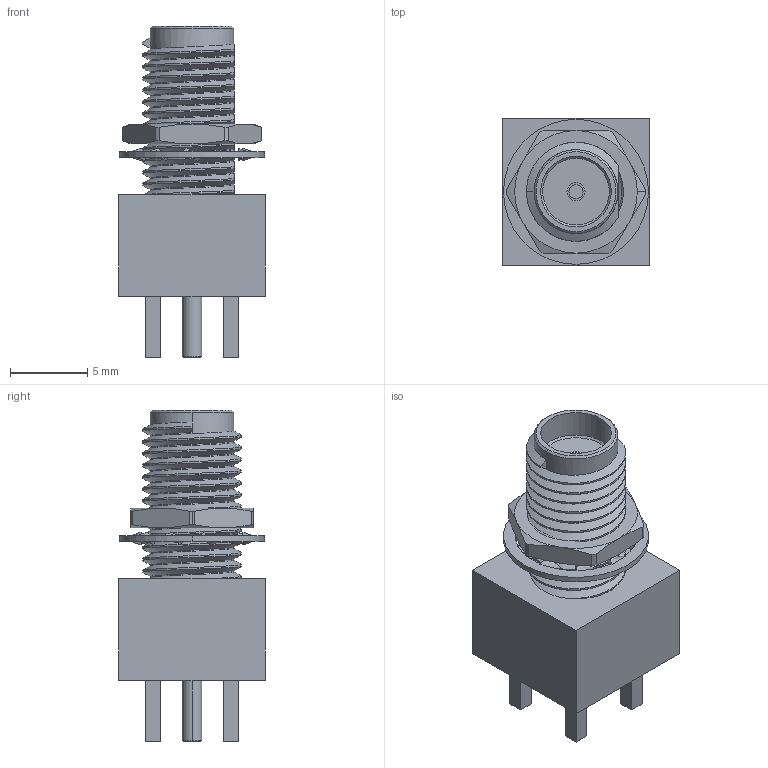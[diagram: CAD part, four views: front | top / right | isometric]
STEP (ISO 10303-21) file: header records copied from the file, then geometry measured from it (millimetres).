
FILE_DESCRIPTION (( 'STEP AP214' ), '1' );
FILE_NAME ('RFPCB-SMA-FS18G-40_3D.step', '2023-03-13T18:27:51', ( '' ), ( '' ), 'SwSTEP 2.0', 'SolidWorks 2022', '' );
FILE_SCHEMA (( 'AUTOMOTIVE_DESIGN' ));
Length unit declared in the file: inch
Products named in the file (1): RFPCB-SMA-FS18G-40_3D
Bounding box: 9.53 x 9.53 x 21.49 mm (x, y, z)
Volume: 923.8 mm3; surface area: 1064.3 mm2
Topology: 3 solids, 3 shells, 215 faces, 617 edges, 418 vertices
Faces by surface type: plane 68, cylinder 61, bspline 60, cone 26
Entity records: 16258 total; most frequent: CARTESIAN_POINT 11270, ORIENTED_EDGE 1234, DIRECTION 767, EDGE_CURVE 617, VERTEX_POINT 418, AXIS2_PLACEMENT_3D 271, EDGE_LOOP 229, VECTOR 225
